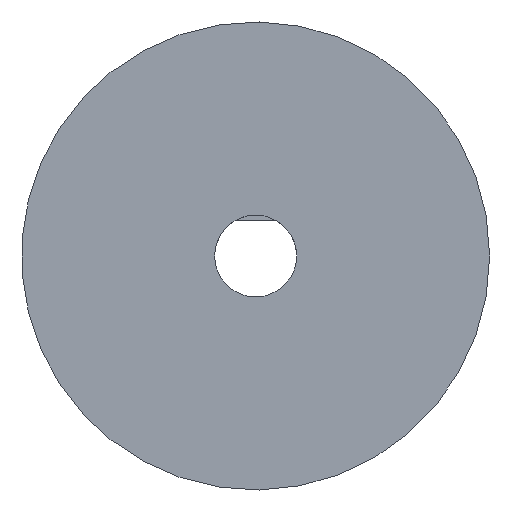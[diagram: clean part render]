
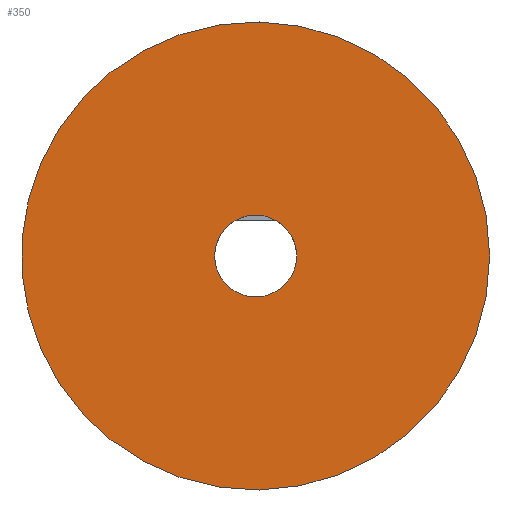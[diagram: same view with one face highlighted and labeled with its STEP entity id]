
A CAD part, front view. The second image highlights one B-rep face of the part: STEP entity #350.
In plain terms, the highlighted planar face has unit normal (0, -1, 0).
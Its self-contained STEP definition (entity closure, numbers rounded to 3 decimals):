
#48=CARTESIAN_POINT('',(0.,-13.,0.));
#49=DIRECTION('',(0.,1.,0.));
#50=DIRECTION('',(-0.481,0.,-0.877));
#51=AXIS2_PLACEMENT_3D('',#48,#49,#50);
#53=CARTESIAN_POINT('',(0.,-13.,0.));
#54=DIRECTION('',(0.,-1.,0.));
#55=DIRECTION('',(-1.,0.,0.));
#56=AXIS2_PLACEMENT_3D('',#53,#54,#55);
#58=CARTESIAN_POINT('',(0.,-13.,0.));
#59=DIRECTION('',(0.,-1.,0.));
#60=DIRECTION('',(1.,0.,0.));
#61=AXIS2_PLACEMENT_3D('',#58,#59,#60);
#63=CARTESIAN_POINT('',(0.,-13.,0.));
#64=DIRECTION('',(0.,-1.,0.));
#65=DIRECTION('',(-0.481,0.,-0.877));
#66=AXIS2_PLACEMENT_3D('',#63,#64,#65);
#235=CARTESIAN_POINT('',(-7.692,-13.,-14.03));
#237=VERTEX_POINT('',#235);
#240=CARTESIAN_POINT('',(-7.692,-13.,14.03));
#242=VERTEX_POINT('',#240);
#243=CARTESIAN_POINT('',(-2.8,-13.,0.));
#244=CARTESIAN_POINT('',(2.8,-13.,0.));
#245=VERTEX_POINT('',#243);
#246=VERTEX_POINT('',#244);
#334=CARTESIAN_POINT('',(0.,-13.,0.));
#335=DIRECTION('',(0.,-1.,0.));
#336=DIRECTION('',(0.,0.,-1.));
#337=AXIS2_PLACEMENT_3D('',#334,#335,#336);
#338=PLANE('',#337);
#340=ORIENTED_EDGE('',*,*,#339,.F.);
#342=ORIENTED_EDGE('',*,*,#341,.T.);
#343=EDGE_LOOP('',(#340,#342));
#344=FACE_OUTER_BOUND('',#343,.F.);
#345=ORIENTED_EDGE('',*,*,#324,.T.);
#347=ORIENTED_EDGE('',*,*,#346,.T.);
#348=EDGE_LOOP('',(#345,#347));
#349=FACE_BOUND('',#348,.F.);
#350=ADVANCED_FACE('',(#344,#349),#338,.T.);
#52=CIRCLE('',#51,16.);
#57=CIRCLE('',#56,2.8);
#62=CIRCLE('',#61,2.8);
#67=CIRCLE('',#66,16.);
#324=EDGE_CURVE('',#245,#246,#57,.T.);
#339=EDGE_CURVE('',#237,#242,#67,.T.);
#341=EDGE_CURVE('',#237,#242,#52,.T.);
#346=EDGE_CURVE('',#246,#245,#62,.T.);
